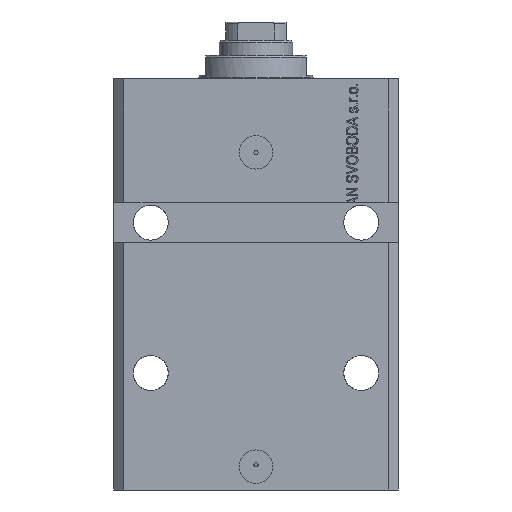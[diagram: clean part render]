
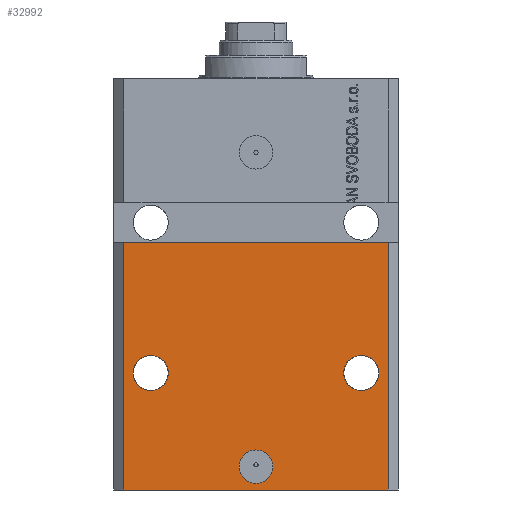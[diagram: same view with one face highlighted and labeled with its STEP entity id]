
A CAD part, front view. The second image highlights one B-rep face of the part: STEP entity #32992.
In plain terms, the highlighted planar face has unit normal (0, -1, 0).
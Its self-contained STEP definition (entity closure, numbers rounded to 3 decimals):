
#2514 = EDGE_CURVE ( 'NONE', #12227, #30345, #5789, .T. ) ;
#2854 = CARTESIAN_POINT ( 'NONE',  ( 0., -31.5, -116. ) ) ;
#2866 = CARTESIAN_POINT ( 'NONE',  ( -36.75, -31.5, -88. ) ) ;
#3175 = AXIS2_PLACEMENT_3D ( 'NONE', #2854, #9963, #23970 ) ;
#3808 = DIRECTION ( 'NONE',  ( 0., 0., -1. ) ) ;
#4026 = EDGE_CURVE ( 'NONE', #6620, #41276, #43228, .T. ) ;
#4033 = DIRECTION ( 'NONE',  ( -1., 0., 0. ) ) ;
#4148 = DIRECTION ( 'NONE',  ( 1., 0., 0. ) ) ;
#4258 = VERTEX_POINT ( 'NONE', #14179 ) ;
#5789 = CIRCLE ( 'NONE', #12377, 5.25 ) ;
#5894 = VERTEX_POINT ( 'NONE', #25654 ) ;
#6128 = EDGE_CURVE ( 'NONE', #41276, #6620, #30821, .T. ) ;
#6620 = VERTEX_POINT ( 'NONE', #39191 ) ;
#6758 = CARTESIAN_POINT ( 'NONE',  ( 31.5, -31.5, -88. ) ) ;
#6795 = ORIENTED_EDGE ( 'NONE', *, *, #7374, .F. ) ;
#6799 = VERTEX_POINT ( 'NONE', #8659 ) ;
#6886 = AXIS2_PLACEMENT_3D ( 'NONE', #21818, #10797, #4148 ) ;
#7374 = EDGE_CURVE ( 'NONE', #30345, #12227, #13284, .T. ) ;
#7509 = CARTESIAN_POINT ( 'NONE',  ( 39.5, -31.5, -123. ) ) ;
#8659 = CARTESIAN_POINT ( 'NONE',  ( 39.5, -31.5, -49. ) ) ;
#9207 = LINE ( 'NONE', #36969, #18721 ) ;
#9963 = DIRECTION ( 'NONE',  ( 0., -1., 0. ) ) ;
#10797 = DIRECTION ( 'NONE',  ( 0., -1., 0. ) ) ;
#10914 = FACE_BOUND ( 'NONE', #18524, .T. ) ;
#11309 = ORIENTED_EDGE ( 'NONE', *, *, #34943, .T. ) ;
#11601 = FACE_OUTER_BOUND ( 'NONE', #11810, .T. ) ;
#11810 = EDGE_LOOP ( 'NONE', ( #29257, #22717, #11309, #20108 ) ) ;
#12227 = VERTEX_POINT ( 'NONE', #30342 ) ;
#12377 = AXIS2_PLACEMENT_3D ( 'NONE', #6758, #13191, #31095 ) ;
#12953 = ORIENTED_EDGE ( 'NONE', *, *, #6128, .F. ) ;
#13186 = AXIS2_PLACEMENT_3D ( 'NONE', #13997, #14457, #42443 ) ;
#13191 = DIRECTION ( 'NONE',  ( 0., -1., 0. ) ) ;
#13284 = CIRCLE ( 'NONE', #34550, 5.25 ) ;
#13997 = CARTESIAN_POINT ( 'NONE',  ( -31.5, -31.5, -88. ) ) ;
#14179 = CARTESIAN_POINT ( 'NONE',  ( -39.5, -31.5, -123. ) ) ;
#14276 = ORIENTED_EDGE ( 'NONE', *, *, #38058, .F. ) ;
#14457 = DIRECTION ( 'NONE',  ( 0., -1., 0. ) ) ;
#14815 = VECTOR ( 'NONE', #36768, 1000. ) ;
#16108 = CARTESIAN_POINT ( 'NONE',  ( 39.5, -31.5, -123. ) ) ;
#16175 = EDGE_CURVE ( 'NONE', #4258, #40102, #40356, .T. ) ;
#17771 = EDGE_CURVE ( 'NONE', #31709, #5894, #44198, .T. ) ;
#17791 = CARTESIAN_POINT ( 'NONE',  ( -39.5, -31.5, -123. ) ) ;
#18017 = DIRECTION ( 'NONE',  ( 0., -1., 0. ) ) ;
#18521 = VECTOR ( 'NONE', #39686, 1000. ) ;
#18524 = EDGE_LOOP ( 'NONE', ( #14276, #34522 ) ) ;
#18721 = VECTOR ( 'NONE', #37195, 1000. ) ;
#19895 = CARTESIAN_POINT ( 'NONE',  ( -5., -31.5, -116. ) ) ;
#20108 = ORIENTED_EDGE ( 'NONE', *, *, #34119, .T. ) ;
#21818 = CARTESIAN_POINT ( 'NONE',  ( 0., -31.5, -116. ) ) ;
#22717 = ORIENTED_EDGE ( 'NONE', *, *, #16175, .F. ) ;
#23592 = VERTEX_POINT ( 'NONE', #7509 ) ;
#23780 = ORIENTED_EDGE ( 'NONE', *, *, #4026, .F. ) ;
#23970 = DIRECTION ( 'NONE',  ( 1., 0., 0. ) ) ;
#24691 = FACE_BOUND ( 'NONE', #25446, .T. ) ;
#25112 = VECTOR ( 'NONE', #31942, 1000. ) ;
#25142 = CARTESIAN_POINT ( 'NONE',  ( -31.5, -31.5, -88. ) ) ;
#25446 = EDGE_LOOP ( 'NONE', ( #23780, #12953 ) ) ;
#25654 = CARTESIAN_POINT ( 'NONE',  ( 5., -31.5, -116. ) ) ;
#25699 = AXIS2_PLACEMENT_3D ( 'NONE', #25142, #40030, #4033 ) ;
#27168 = EDGE_CURVE ( 'NONE', #40102, #6799, #9207, .T. ) ;
#27407 = CARTESIAN_POINT ( 'NONE',  ( 31.5, -31.5, -88. ) ) ;
#28083 = DIRECTION ( 'NONE',  ( 0., -1., 0. ) ) ;
#29257 = ORIENTED_EDGE ( 'NONE', *, *, #27168, .F. ) ;
#29438 = LINE ( 'NONE', #16108, #14815 ) ;
#29736 = EDGE_LOOP ( 'NONE', ( #32959, #6795 ) ) ;
#30342 = CARTESIAN_POINT ( 'NONE',  ( 36.75, -31.5, -88. ) ) ;
#30345 = VERTEX_POINT ( 'NONE', #33768 ) ;
#30821 = CIRCLE ( 'NONE', #25699, 5.25 ) ;
#31040 = AXIS2_PLACEMENT_3D ( 'NONE', #17791, #18017, #3808 ) ;
#31095 = DIRECTION ( 'NONE',  ( 1., 0., 0. ) ) ;
#31709 = VERTEX_POINT ( 'NONE', #19895 ) ;
#31942 = DIRECTION ( 'NONE',  ( 1., 0., 0. ) ) ;
#32490 = PLANE ( 'NONE',  #31040 ) ;
#32721 = FACE_BOUND ( 'NONE', #29736, .T. ) ;
#32818 = CARTESIAN_POINT ( 'NONE',  ( -39.5, -31.5, -123. ) ) ;
#32959 = ORIENTED_EDGE ( 'NONE', *, *, #2514, .F. ) ;
#32992 = ADVANCED_FACE ( 'NONE', ( #10914, #32721, #24691, #11601 ), #32490, .T. ) ;
#33768 = CARTESIAN_POINT ( 'NONE',  ( 26.25, -31.5, -88. ) ) ;
#34119 = EDGE_CURVE ( 'NONE', #23592, #6799, #29438, .T. ) ;
#34522 = ORIENTED_EDGE ( 'NONE', *, *, #17771, .F. ) ;
#34550 = AXIS2_PLACEMENT_3D ( 'NONE', #27407, #28083, #37947 ) ;
#34943 = EDGE_CURVE ( 'NONE', #4258, #23592, #39267, .T. ) ;
#36768 = DIRECTION ( 'NONE',  ( 0., 0., 1. ) ) ;
#36969 = CARTESIAN_POINT ( 'NONE',  ( -42.5, -31.5, -49. ) ) ;
#37195 = DIRECTION ( 'NONE',  ( 1., 0., 0. ) ) ;
#37947 = DIRECTION ( 'NONE',  ( 1., 0., 0. ) ) ;
#38058 = EDGE_CURVE ( 'NONE', #5894, #31709, #41333, .T. ) ;
#38809 = CARTESIAN_POINT ( 'NONE',  ( -39.5, -31.5, -123. ) ) ;
#39191 = CARTESIAN_POINT ( 'NONE',  ( -26.25, -31.5, -88. ) ) ;
#39267 = LINE ( 'NONE', #38809, #25112 ) ;
#39686 = DIRECTION ( 'NONE',  ( 0., 0., 1. ) ) ;
#40030 = DIRECTION ( 'NONE',  ( 0., -1., 0. ) ) ;
#40102 = VERTEX_POINT ( 'NONE', #45099 ) ;
#40356 = LINE ( 'NONE', #32818, #18521 ) ;
#41276 = VERTEX_POINT ( 'NONE', #2866 ) ;
#41333 = CIRCLE ( 'NONE', #6886, 5. ) ;
#42443 = DIRECTION ( 'NONE',  ( -1., 0., 0. ) ) ;
#43228 = CIRCLE ( 'NONE', #13186, 5.25 ) ;
#44198 = CIRCLE ( 'NONE', #3175, 5. ) ;
#45099 = CARTESIAN_POINT ( 'NONE',  ( -39.5, -31.5, -49. ) ) ;
